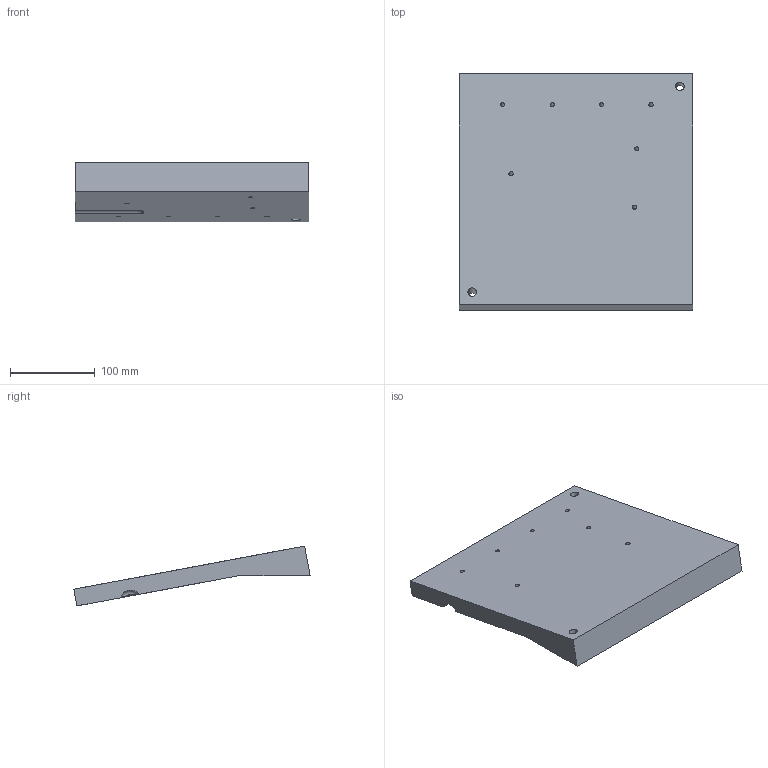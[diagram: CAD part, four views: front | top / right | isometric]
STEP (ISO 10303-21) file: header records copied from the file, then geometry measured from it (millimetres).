
FILE_DESCRIPTION( ( 'STEP AP203' ), '1' );
FILE_NAME( ' ', ' ', ( ' ' ), ( ' ' ), 'PSStep 10.1', ' ', ' ' );
FILE_SCHEMA( ( 'CONFIG_CONTROL_DESIGN' ) );
Length unit declared in the file: millimetre
Products named in the file (1): 1
Bounding box: 275 x 278.79 x 70.61 mm (x, y, z)
Volume: 1682659.5 mm3; surface area: 183938.9 mm2
Topology: 1 solids, 1 shells, 25 faces, 66 edges, 43 vertices
Faces by surface type: cylinder 14, plane 8, bspline 2, torus 1
Full cylindrical faces by diameter (mm): 4.9 x4, 5 x3, 10 x2
Entity records: 1023 total; most frequent: CARTESIAN_POINT 360, DIRECTION 119, ORIENTED_EDGE 114, EDGE_CURVE 57, EDGE_LOOP 52, AXIS2_PLACEMENT_3D 48, VERTEX_POINT 43, FACE_OUTER_BOUND 34
